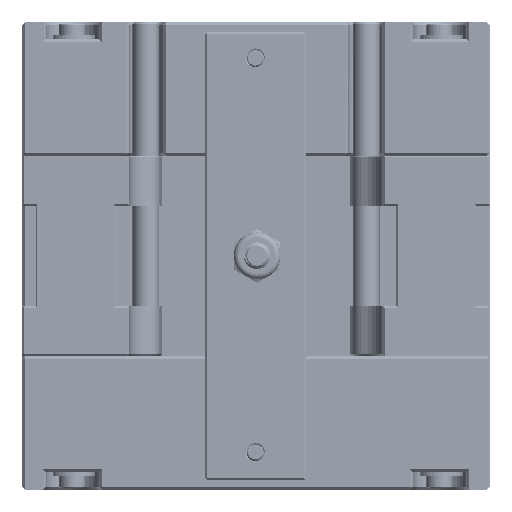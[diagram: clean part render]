
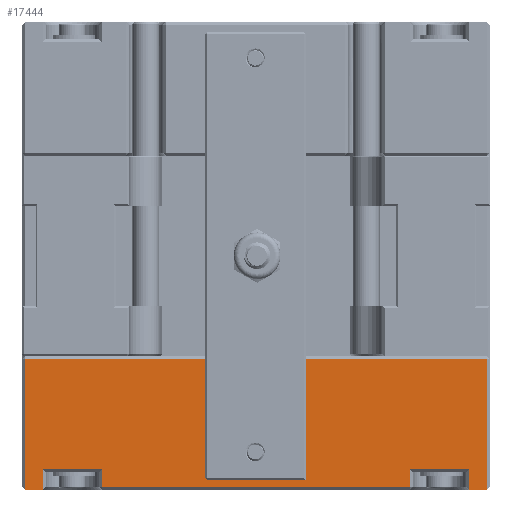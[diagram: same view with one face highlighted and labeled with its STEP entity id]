
A CAD part, front view. The second image highlights one B-rep face of the part: STEP entity #17444.
In plain terms, the highlighted planar face has unit normal (0, -1, 0).
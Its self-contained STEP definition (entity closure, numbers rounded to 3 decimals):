
#582=PLANE('',#18722);
#1311=FACE_OUTER_BOUND('',#2372,.T.);
#2372=EDGE_LOOP('',(#13818,#13819,#13820,#13821,#13822,#13823,#13824,#13825,
#13826,#13827,#13828,#13829));
#4671=LINE('',#46899,#5832);
#4675=LINE('',#46906,#5836);
#4722=LINE('',#47020,#5883);
#4728=LINE('',#47032,#5889);
#4738=LINE('',#47053,#5899);
#4743=LINE('',#47066,#5904);
#4746=LINE('',#47071,#5907);
#4748=LINE('',#47075,#5909);
#4751=LINE('',#47080,#5912);
#4799=LINE('',#47180,#5960);
#4822=LINE('',#47229,#5983);
#4861=LINE('',#47308,#6022);
#5832=VECTOR('',#20786,10.);
#5836=VECTOR('',#20790,10.);
#5883=VECTOR('',#20899,10.);
#5889=VECTOR('',#20909,10.);
#5899=VECTOR('',#20931,10.);
#5904=VECTOR('',#20946,10.);
#5907=VECTOR('',#20951,10.);
#5909=VECTOR('',#20955,10.);
#5912=VECTOR('',#20960,10.);
#5960=VECTOR('',#21052,10.);
#5983=VECTOR('',#21097,10.);
#6022=VECTOR('',#21182,10.);
#7366=VERTEX_POINT('',#46884);
#7372=VERTEX_POINT('',#46896);
#7373=VERTEX_POINT('',#46898);
#7376=VERTEX_POINT('',#46904);
#7412=VERTEX_POINT('',#47019);
#7413=VERTEX_POINT('',#47023);
#7416=VERTEX_POINT('',#47031);
#7420=VERTEX_POINT('',#47047);
#7424=VERTEX_POINT('',#47065);
#7426=VERTEX_POINT('',#47074);
#7444=VERTEX_POINT('',#47137);
#7455=VERTEX_POINT('',#47173);
#9470=EDGE_CURVE('',#7372,#7373,#4671,.T.);
#9474=EDGE_CURVE('',#7376,#7366,#4675,.T.);
#9531=EDGE_CURVE('',#7366,#7412,#4722,.T.);
#9537=EDGE_CURVE('',#7413,#7416,#4728,.T.);
#9548=EDGE_CURVE('',#7420,#7413,#4738,.T.);
#9554=EDGE_CURVE('',#7424,#7420,#4743,.T.);
#9557=EDGE_CURVE('',#7412,#7424,#4746,.T.);
#9559=EDGE_CURVE('',#7426,#7372,#4748,.T.);
#9562=EDGE_CURVE('',#7416,#7426,#4751,.T.);
#9612=EDGE_CURVE('',#7373,#7444,#4799,.T.);
#9637=EDGE_CURVE('',#7455,#7376,#4822,.T.);
#9679=EDGE_CURVE('',#7444,#7455,#4861,.T.);
#13818=ORIENTED_EDGE('',*,*,#9531,.F.);
#13819=ORIENTED_EDGE('',*,*,#9474,.F.);
#13820=ORIENTED_EDGE('',*,*,#9637,.F.);
#13821=ORIENTED_EDGE('',*,*,#9679,.F.);
#13822=ORIENTED_EDGE('',*,*,#9612,.F.);
#13823=ORIENTED_EDGE('',*,*,#9470,.F.);
#13824=ORIENTED_EDGE('',*,*,#9559,.F.);
#13825=ORIENTED_EDGE('',*,*,#9562,.F.);
#13826=ORIENTED_EDGE('',*,*,#9537,.F.);
#13827=ORIENTED_EDGE('',*,*,#9548,.F.);
#13828=ORIENTED_EDGE('',*,*,#9554,.F.);
#13829=ORIENTED_EDGE('',*,*,#9557,.F.);
#17444=ADVANCED_FACE('',(#1311),#582,.F.);
#18722=AXIS2_PLACEMENT_3D('',#47400,#21303,#21304);
#20786=DIRECTION('',(-1.,0.,0.));
#20790=DIRECTION('',(-1.,0.,0.));
#20899=DIRECTION('',(0.,0.,1.));
#20909=DIRECTION('',(0.,0.,1.));
#20931=DIRECTION('',(-1.,0.,0.));
#20946=DIRECTION('',(0.,0.,-1.));
#20951=DIRECTION('',(-1.,0.,0.));
#20955=DIRECTION('',(0.,0.,-1.));
#20960=DIRECTION('',(-1.,0.,0.));
#21052=DIRECTION('',(0.,0.,1.));
#21097=DIRECTION('',(0.,0.,-1.));
#21182=DIRECTION('',(1.,0.,0.));
#21303=DIRECTION('center_axis',(0.,1.,0.));
#21304=DIRECTION('ref_axis',(1.,0.,0.));
#46884=CARTESIAN_POINT('',(66.95,0.,-70.));
#46896=CARTESIAN_POINT('',(3.05,0.,-70.));
#46898=CARTESIAN_POINT('',(0.45,0.,-70.));
#46899=CARTESIAN_POINT('',(70.,0.,-70.));
#46904=CARTESIAN_POINT('',(69.55,0.,-70.));
#46906=CARTESIAN_POINT('',(70.,0.,-70.));
#47019=CARTESIAN_POINT('',(66.95,0.,-66.95));
#47020=CARTESIAN_POINT('',(66.95,0.,-52.5));
#47023=CARTESIAN_POINT('',(11.95,0.,-69.55));
#47031=CARTESIAN_POINT('',(11.95,0.,-66.95));
#47032=CARTESIAN_POINT('',(11.95,0.,-52.5));
#47047=CARTESIAN_POINT('',(58.05,0.,-69.55));
#47053=CARTESIAN_POINT('',(52.5,0.,-69.55));
#47065=CARTESIAN_POINT('',(58.05,0.,-66.95));
#47066=CARTESIAN_POINT('',(58.05,0.,-52.5));
#47071=CARTESIAN_POINT('',(48.75,0.,-66.95));
#47074=CARTESIAN_POINT('',(3.05,0.,-66.95));
#47075=CARTESIAN_POINT('',(3.05,0.,-52.5));
#47080=CARTESIAN_POINT('',(21.25,0.,-66.95));
#47137=CARTESIAN_POINT('',(0.45,0.,-50.45));
#47173=CARTESIAN_POINT('',(69.55,0.,-50.45));
#47180=CARTESIAN_POINT('',(0.45,0.,-52.5));
#47229=CARTESIAN_POINT('',(69.55,0.,-17.5));
#47308=CARTESIAN_POINT('',(52.5,0.,-50.45));
#47400=CARTESIAN_POINT('Origin',(35.,0.,-35.));
